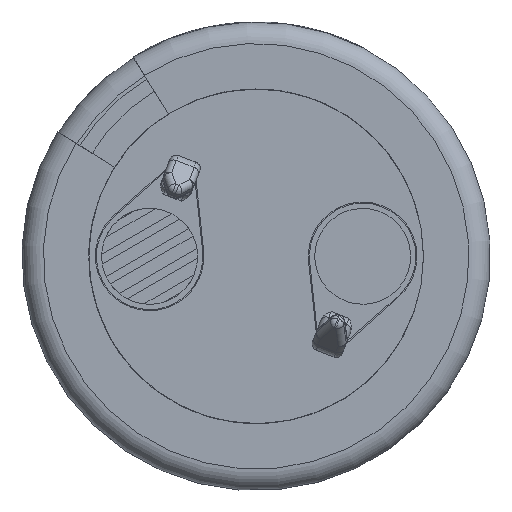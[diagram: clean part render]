
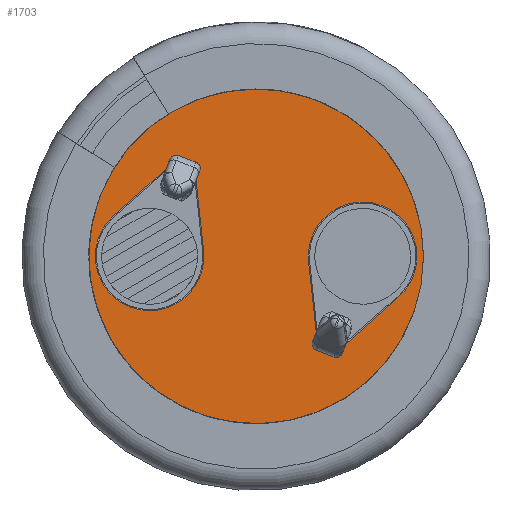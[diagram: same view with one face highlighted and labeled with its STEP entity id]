
A CAD part, front view. The second image highlights one B-rep face of the part: STEP entity #1703.
In plain terms, the highlighted planar face has unit normal (0, -1, 0).
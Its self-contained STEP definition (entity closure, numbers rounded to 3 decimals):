
#1703 = ADVANCED_FACE( '', ( #3559, #3560, #3561 ), #3562, .T. );
#3559 = FACE_OUTER_BOUND( '', #7377, .T. );
#3560 = FACE_BOUND( '', #7378, .T. );
#3561 = FACE_BOUND( '', #7379, .T. );
#3562 = PLANE( '', #7380 );
#7377 = EDGE_LOOP( '', ( #12242 ) );
#7378 = EDGE_LOOP( '', ( #12243, #12244, #12245, #12246 ) );
#7379 = EDGE_LOOP( '', ( #12247, #12248, #12249, #12250 ) );
#7380 = AXIS2_PLACEMENT_3D( '', #12251, #12252, #12253 );
#12242 = ORIENTED_EDGE( '', *, *, #14247, .T. );
#12243 = ORIENTED_EDGE( '', *, *, #13392, .F. );
#12244 = ORIENTED_EDGE( '', *, *, #14738, .F. );
#12245 = ORIENTED_EDGE( '', *, *, #13934, .F. );
#12246 = ORIENTED_EDGE( '', *, *, #12786, .F. );
#12247 = ORIENTED_EDGE( '', *, *, #14739, .T. );
#12248 = ORIENTED_EDGE( '', *, *, #14293, .T. );
#12249 = ORIENTED_EDGE( '', *, *, #14709, .T. );
#12250 = ORIENTED_EDGE( '', *, *, #14070, .T. );
#12251 = CARTESIAN_POINT( '', ( 0., 0., 0. ) );
#12252 = DIRECTION( '', ( 0., -1., 0. ) );
#12253 = DIRECTION( '', ( 0., 0., -1. ) );
#12786 = EDGE_CURVE( '', #14873, #14874, #14875, .T. );
#13392 = EDGE_CURVE( '', #15914, #14873, #15915, .T. );
#13934 = EDGE_CURVE( '', #14874, #16736, #16737, .T. );
#14070 = EDGE_CURVE( '', #16926, #16927, #16928, .T. );
#14247 = EDGE_CURVE( '', #17166, #17166, #17167, .T. );
#14293 = EDGE_CURVE( '', #17225, #17226, #17227, .T. );
#14709 = EDGE_CURVE( '', #17226, #16926, #17733, .T. );
#14738 = EDGE_CURVE( '', #16736, #15914, #17762, .T. );
#14739 = EDGE_CURVE( '', #16927, #17225, #17763, .T. );
#14873 = VERTEX_POINT( '', #17996 );
#14874 = VERTEX_POINT( '', #17997 );
#14875 = CIRCLE( '', #17998, 2.55 );
#15914 = VERTEX_POINT( '', #20263 );
#15915 = LINE( '', #20264, #20265 );
#16736 = VERTEX_POINT( '', #22096 );
#16737 = LINE( '', #22097, #22098 );
#16926 = VERTEX_POINT( '', #22507 );
#16927 = VERTEX_POINT( '', #22508 );
#16928 = CIRCLE( '', #22509, 2.55 );
#17166 = VERTEX_POINT( '', #23061 );
#17167 = CIRCLE( '', #23062, 9.114 );
#17225 = VERTEX_POINT( '', #23214 );
#17226 = VERTEX_POINT( '', #23215 );
#17227 = LINE( '', #23216, #23217 );
#17733 = LINE( '', #24425, #24426 );
#17762 = LINE( '', #24464, #24465 );
#17763 = LINE( '', #24466, #24467 );
#17996 = CARTESIAN_POINT( '', ( -6.694, 0., 1.906 ) );
#17997 = CARTESIAN_POINT( '', ( -2.465, 0., 0.274 ) );
#17998 = AXIS2_PLACEMENT_3D( '', #24579, #24580, #24581 );
#20263 = CARTESIAN_POINT( '', ( -4.27, 0., 4.059 ) );
#20264 = CARTESIAN_POINT( '', ( -4.27, 0., 4.059 ) );
#20265 = VECTOR( '', #24796, 1000. );
#22096 = CARTESIAN_POINT( '', ( -2.814, 0., 3.497 ) );
#22097 = CARTESIAN_POINT( '', ( -2.465, 0., 0.274 ) );
#22098 = VECTOR( '', #25069, 1000. );
#22507 = CARTESIAN_POINT( '', ( 2.465, 0., -0.274 ) );
#22508 = CARTESIAN_POINT( '', ( 6.694, 0., -1.906 ) );
#22509 = AXIS2_PLACEMENT_3D( '', #25114, #25115, #25116 );
#23061 = CARTESIAN_POINT( '', ( 0., 0., -9.114 ) );
#23062 = AXIS2_PLACEMENT_3D( '', #25187, #25188, #25189 );
#23214 = CARTESIAN_POINT( '', ( 4.27, 0., -4.059 ) );
#23215 = CARTESIAN_POINT( '', ( 2.814, 0., -3.497 ) );
#23216 = CARTESIAN_POINT( '', ( 4.27, 0., -4.059 ) );
#23217 = VECTOR( '', #25202, 1000. );
#24425 = CARTESIAN_POINT( '', ( 2.814, 0., -3.497 ) );
#24426 = VECTOR( '', #25350, 1000. );
#24464 = CARTESIAN_POINT( '', ( -2.814, 0., 3.497 ) );
#24465 = VECTOR( '', #25353, 1000. );
#24466 = CARTESIAN_POINT( '', ( 6.694, 0., -1.906 ) );
#24467 = VECTOR( '', #25354, 1000. );
#24579 = CARTESIAN_POINT( '', ( -5., 0., 0. ) );
#24580 = DIRECTION( '', ( 0., -1., 0. ) );
#24581 = DIRECTION( '', ( 0., 0., 1. ) );
#24796 = DIRECTION( '', ( -0.748, 0., -0.664 ) );
#25069 = DIRECTION( '', ( -0.108, 0., 0.994 ) );
#25114 = CARTESIAN_POINT( '', ( 5., 0., 0. ) );
#25115 = DIRECTION( '', ( 0., 1., 0. ) );
#25116 = DIRECTION( '', ( 0., 0., -1. ) );
#25187 = CARTESIAN_POINT( '', ( 0., 0., 0. ) );
#25188 = DIRECTION( '', ( 0., -1., 0. ) );
#25189 = DIRECTION( '', ( 0., 0., -1. ) );
#25202 = DIRECTION( '', ( -0.933, 0., 0.36 ) );
#25350 = DIRECTION( '', ( -0.108, 0., 0.994 ) );
#25353 = DIRECTION( '', ( -0.933, 0., 0.36 ) );
#25354 = DIRECTION( '', ( -0.748, 0., -0.664 ) );
